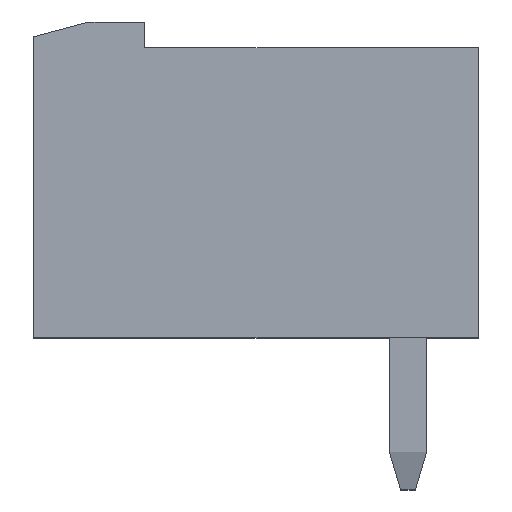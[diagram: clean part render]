
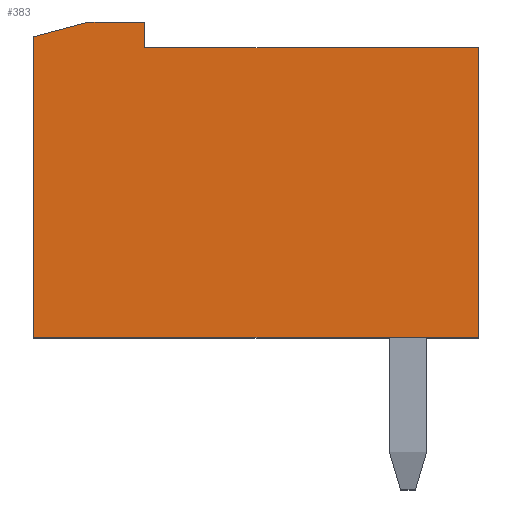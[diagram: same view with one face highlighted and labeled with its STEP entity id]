
A CAD part, top view. The second image highlights one B-rep face of the part: STEP entity #383.
In plain terms, the highlighted planar face has unit normal (0, 0, 1).
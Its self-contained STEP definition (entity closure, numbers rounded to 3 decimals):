
#383 = ADVANCED_FACE( '', ( #892 ), #893, .T. );
#892 = FACE_OUTER_BOUND( '', #1524, .T. );
#893 = PLANE( '', #1525 );
#1524 = EDGE_LOOP( '', ( #2648, #2649, #2650, #2651, #2652, #2653, #2654 ) );
#1525 = AXIS2_PLACEMENT_3D( '', #2655, #2656, #2657 );
#2648 = ORIENTED_EDGE( '', *, *, #4121, .F. );
#2649 = ORIENTED_EDGE( '', *, *, #3926, .F. );
#2650 = ORIENTED_EDGE( '', *, *, #4264, .T. );
#2651 = ORIENTED_EDGE( '', *, *, #4300, .F. );
#2652 = ORIENTED_EDGE( '', *, *, #4301, .F. );
#2653 = ORIENTED_EDGE( '', *, *, #4209, .F. );
#2654 = ORIENTED_EDGE( '', *, *, #4302, .F. );
#2655 = CARTESIAN_POINT( '', ( 445.758, 432.277, 92.86 ) );
#2656 = DIRECTION( '', ( 0., 0., 1. ) );
#2657 = DIRECTION( '', ( 1., 0., 0. ) );
#3926 = EDGE_CURVE( '', #4744, #4746, #4747, .T. );
#4121 = EDGE_CURVE( '', #4746, #5079, #5080, .T. );
#4209 = EDGE_CURVE( '', #5220, #5222, #5223, .T. );
#4264 = EDGE_CURVE( '', #4744, #5305, #5306, .T. );
#4300 = EDGE_CURVE( '', #5361, #5305, #5362, .T. );
#4301 = EDGE_CURVE( '', #5222, #5361, #5363, .T. );
#4302 = EDGE_CURVE( '', #5079, #5220, #5364, .T. );
#4744 = VERTEX_POINT( '', #5930 );
#4746 = VERTEX_POINT( '', #5933 );
#4747 = LINE( '', #5934, #5935 );
#5079 = VERTEX_POINT( '', #6419 );
#5080 = LINE( '', #6420, #6421 );
#5220 = VERTEX_POINT( '', #6626 );
#5222 = VERTEX_POINT( '', #6629 );
#5223 = LINE( '', #6630, #6631 );
#5305 = VERTEX_POINT( '', #6753 );
#5306 = LINE( '', #6754, #6755 );
#5361 = VERTEX_POINT( '', #6837 );
#5362 = LINE( '', #6838, #6839 );
#5363 = LINE( '', #6840, #6841 );
#5364 = LINE( '', #6842, #6843 );
#5930 = CARTESIAN_POINT( '', ( 449.358, 430.377, 92.86 ) );
#5933 = CARTESIAN_POINT( '', ( 437.358, 430.377, 92.86 ) );
#5934 = CARTESIAN_POINT( '', ( 437.358, 430.377, 92.86 ) );
#5935 = VECTOR( '', #7549, 1000. );
#6419 = CARTESIAN_POINT( '', ( 437.358, 438.477, 92.86 ) );
#6420 = CARTESIAN_POINT( '', ( 437.358, 438.377, 92.86 ) );
#6421 = VECTOR( '', #7729, 1000. );
#6626 = CARTESIAN_POINT( '', ( 438.851, 438.877, 92.86 ) );
#6629 = CARTESIAN_POINT( '', ( 440.358, 438.877, 92.86 ) );
#6630 = CARTESIAN_POINT( '', ( 440.358, 438.877, 92.86 ) );
#6631 = VECTOR( '', #7811, 1000. );
#6753 = CARTESIAN_POINT( '', ( 449.358, 438.177, 92.86 ) );
#6754 = CARTESIAN_POINT( '', ( 449.358, 437.477, 92.86 ) );
#6755 = VECTOR( '', #7864, 1000. );
#6837 = CARTESIAN_POINT( '', ( 440.358, 438.177, 92.86 ) );
#6838 = CARTESIAN_POINT( '', ( 447.158, 438.177, 92.86 ) );
#6839 = VECTOR( '', #7892, 1000. );
#6840 = CARTESIAN_POINT( '', ( 440.358, 438.177, 92.86 ) );
#6841 = VECTOR( '', #7893, 1000. );
#6842 = CARTESIAN_POINT( '', ( 439.224, 438.977, 92.86 ) );
#6843 = VECTOR( '', #7894, 1000. );
#7549 = DIRECTION( '', ( -1., 0., 0. ) );
#7729 = DIRECTION( '', ( 0., 1., 0. ) );
#7811 = DIRECTION( '', ( 1., 0., 0. ) );
#7864 = DIRECTION( '', ( 0., 1., 0. ) );
#7892 = DIRECTION( '', ( 1., 0., 0. ) );
#7893 = DIRECTION( '', ( 0., -1., 0. ) );
#7894 = DIRECTION( '', ( 0.966, 0.259, 0. ) );
